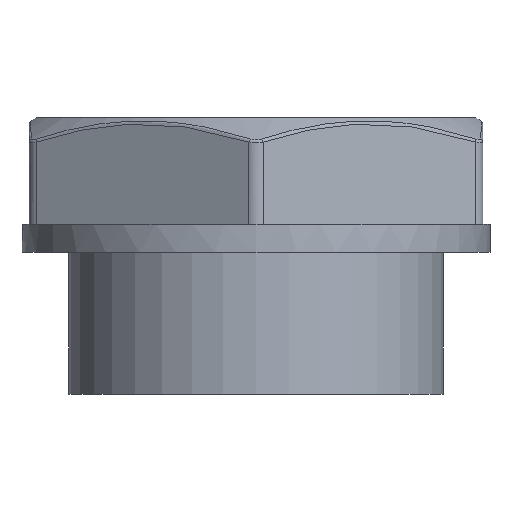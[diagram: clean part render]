
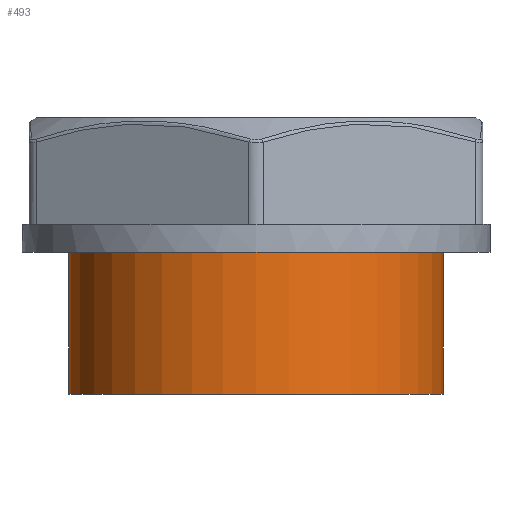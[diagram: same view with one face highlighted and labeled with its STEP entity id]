
A CAD part, front view. The second image highlights one B-rep face of the part: STEP entity #493.
In plain terms, the highlighted cylindrical face has radius 13.22 mm (diameter 26.441 mm), a full revolution.
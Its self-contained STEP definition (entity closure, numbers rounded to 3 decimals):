
#493 = ADVANCED_FACE( '', ( #1064, #1065 ), #1066, .T. );
#1064 = FACE_OUTER_BOUND( '', #2582, .T. );
#1065 = FACE_OUTER_BOUND( '', #2583, .T. );
#1066 = CYLINDRICAL_SURFACE( '', #2584, 13.221 );
#2582 = EDGE_LOOP( '', ( #4326 ) );
#2583 = EDGE_LOOP( '', ( #4327 ) );
#2584 = AXIS2_PLACEMENT_3D( '', #4328, #4329, #4330 );
#4326 = ORIENTED_EDGE( '', *, *, #4869, .F. );
#4327 = ORIENTED_EDGE( '', *, *, #5101, .T. );
#4328 = CARTESIAN_POINT( '', ( 0., 0., 12. ) );
#4329 = DIRECTION( '', ( 0., 0., 1. ) );
#4330 = DIRECTION( '', ( -1., 0., 0. ) );
#4869 = EDGE_CURVE( '', #5570, #5570, #5571, .T. );
#5101 = EDGE_CURVE( '', #5964, #5964, #5965, .F. );
#5570 = VERTEX_POINT( '', #6641 );
#5571 = CIRCLE( '', #6642, 13.221 );
#5964 = VERTEX_POINT( '', #7545 );
#5965 = CIRCLE( '', #7546, 13.221 );
#6641 = CARTESIAN_POINT( '', ( 13.221, 0., 0. ) );
#6642 = AXIS2_PLACEMENT_3D( '', #8683, #8684, #8685 );
#7545 = CARTESIAN_POINT( '', ( 13.221, 0., 10. ) );
#7546 = AXIS2_PLACEMENT_3D( '', #8834, #8835, #8836 );
#8683 = CARTESIAN_POINT( '', ( 0., 0., 0. ) );
#8684 = DIRECTION( '', ( 0., 0., -1. ) );
#8685 = DIRECTION( '', ( 1., 0., 0. ) );
#8834 = CARTESIAN_POINT( '', ( 0., 0., 10. ) );
#8835 = DIRECTION( '', ( 0., 0., 1. ) );
#8836 = DIRECTION( '', ( 1., 0., 0. ) );
